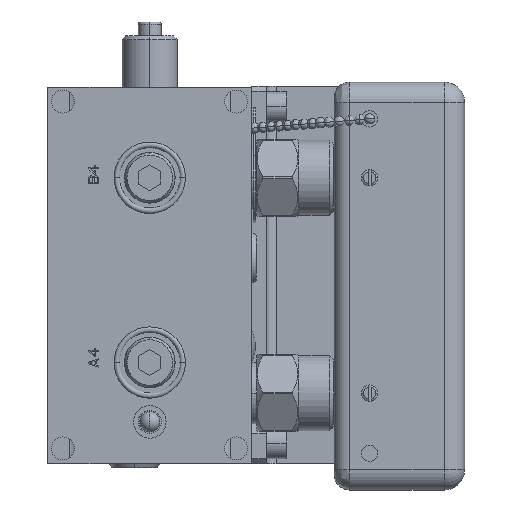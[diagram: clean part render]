
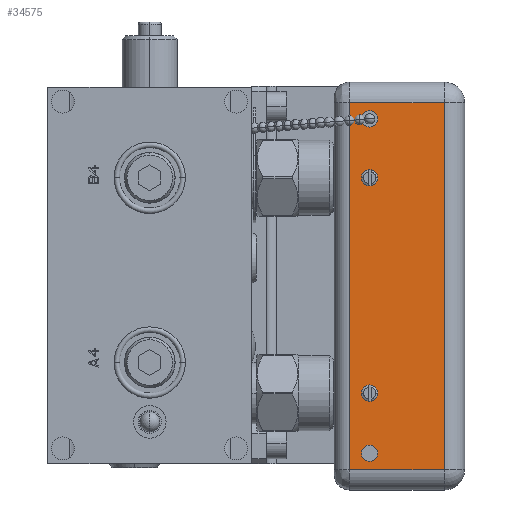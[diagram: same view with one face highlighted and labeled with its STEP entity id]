
A CAD part, front view. The second image highlights one B-rep face of the part: STEP entity #34575.
In plain terms, the highlighted face is planar.
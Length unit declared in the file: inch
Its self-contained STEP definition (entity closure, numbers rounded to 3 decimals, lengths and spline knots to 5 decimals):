
#33777=DIRECTION('',(0.,0.,-1.));
#33778=VECTOR('',#33777,4.5);
#33779=CARTESIAN_POINT('',(0.775,1.413,2.25));
#33780=LINE('',#33779,#33778);
#33781=DIRECTION('',(0.,0.,1.));
#33782=VECTOR('',#33781,4.5);
#33783=CARTESIAN_POINT('',(0.775,0.25,-2.25));
#33784=LINE('',#33783,#33782);
#33785=DIRECTION('',(0.,1.,0.));
#33786=VECTOR('',#33785,1.163);
#33787=CARTESIAN_POINT('',(0.775,0.25,2.25));
#33788=LINE('',#33787,#33786);
#33789=CARTESIAN_POINT('',(0.775,1.165,-1.328));
#33790=DIRECTION('',(1.,0.,0.));
#33791=DIRECTION('',(0.,-1.,0.));
#33792=AXIS2_PLACEMENT_3D('',#33789,#33790,#33791);
#33794=CARTESIAN_POINT('',(0.775,1.165,-1.328));
#33795=DIRECTION('',(1.,0.,0.));
#33796=DIRECTION('',(0.,1.,0.));
#33797=AXIS2_PLACEMENT_3D('',#33794,#33795,#33796);
#33799=CARTESIAN_POINT('',(0.775,1.165,1.312));
#33800=DIRECTION('',(1.,0.,0.));
#33801=DIRECTION('',(0.,-1.,0.));
#33802=AXIS2_PLACEMENT_3D('',#33799,#33800,#33801);
#33804=CARTESIAN_POINT('',(0.775,1.165,1.312));
#33805=DIRECTION('',(1.,0.,0.));
#33806=DIRECTION('',(0.,1.,0.));
#33807=AXIS2_PLACEMENT_3D('',#33804,#33805,#33806);
#33809=CARTESIAN_POINT('',(0.775,1.165,-2.05));
#33810=DIRECTION('',(-1.,0.,0.));
#33811=DIRECTION('',(0.,-1.,0.));
#33812=AXIS2_PLACEMENT_3D('',#33809,#33810,#33811);
#33814=CARTESIAN_POINT('',(0.775,1.165,-2.05));
#33815=DIRECTION('',(-1.,0.,0.));
#33816=DIRECTION('',(0.,1.,0.));
#33817=AXIS2_PLACEMENT_3D('',#33814,#33815,#33816);
#33819=CARTESIAN_POINT('',(0.775,1.165,2.05));
#33820=DIRECTION('',(-1.,0.,0.));
#33821=DIRECTION('',(0.,-1.,0.));
#33822=AXIS2_PLACEMENT_3D('',#33819,#33820,#33821);
#33824=CARTESIAN_POINT('',(0.775,1.165,2.05));
#33825=DIRECTION('',(-1.,0.,0.));
#33826=DIRECTION('',(0.,1.,0.));
#33827=AXIS2_PLACEMENT_3D('',#33824,#33825,#33826);
#33988=DIRECTION('',(0.,1.,0.));
#33989=VECTOR('',#33988,1.163);
#33990=CARTESIAN_POINT('',(0.775,0.25,-2.25));
#33991=LINE('',#33990,#33989);
#34243=CARTESIAN_POINT('',(0.775,0.25,-2.25));
#34245=VERTEX_POINT('',#34243);
#34250=CARTESIAN_POINT('',(0.775,0.25,2.25));
#34251=VERTEX_POINT('',#34250);
#34270=CARTESIAN_POINT('',(0.775,1.413,-2.25));
#34272=VERTEX_POINT('',#34270);
#34296=CARTESIAN_POINT('',(0.775,1.413,2.25));
#34297=VERTEX_POINT('',#34296);
#34298=CARTESIAN_POINT('',(0.775,1.0645,-1.328));
#34299=CARTESIAN_POINT('',(0.775,1.2655,-1.328));
#34300=VERTEX_POINT('',#34298);
#34301=VERTEX_POINT('',#34299);
#34306=CARTESIAN_POINT('',(0.775,1.065,-2.05));
#34307=CARTESIAN_POINT('',(0.775,1.265,-2.05));
#34308=VERTEX_POINT('',#34306);
#34309=VERTEX_POINT('',#34307);
#34314=CARTESIAN_POINT('',(0.775,1.0645,1.312));
#34315=CARTESIAN_POINT('',(0.775,1.2655,1.312));
#34316=VERTEX_POINT('',#34314);
#34317=VERTEX_POINT('',#34315);
#34370=CARTESIAN_POINT('',(0.775,1.065,2.05));
#34371=CARTESIAN_POINT('',(0.775,1.265,2.05));
#34372=VERTEX_POINT('',#34370);
#34373=VERTEX_POINT('',#34371);
#34539=CARTESIAN_POINT('',(0.775,0.,2.25));
#34540=DIRECTION('',(1.,0.,0.));
#34541=DIRECTION('',(0.,0.,-1.));
#34542=AXIS2_PLACEMENT_3D('',#34539,#34540,#34541);
#34543=PLANE('',#34542);
#34545=ORIENTED_EDGE('',*,*,#34544,.T.);
#34547=ORIENTED_EDGE('',*,*,#34546,.F.);
#34548=ORIENTED_EDGE('',*,*,#34402,.T.);
#34549=ORIENTED_EDGE('',*,*,#34429,.T.);
#34550=EDGE_LOOP('',(#34545,#34547,#34548,#34549));
#34551=FACE_OUTER_BOUND('',#34550,.F.);
#34553=ORIENTED_EDGE('',*,*,#34552,.T.);
#34555=ORIENTED_EDGE('',*,*,#34554,.T.);
#34556=EDGE_LOOP('',(#34553,#34555));
#34557=FACE_BOUND('',#34556,.F.);
#34558=ORIENTED_EDGE('',*,*,#34529,.T.);
#34560=ORIENTED_EDGE('',*,*,#34559,.T.);
#34561=EDGE_LOOP('',(#34558,#34560));
#34562=FACE_BOUND('',#34561,.F.);
#34564=ORIENTED_EDGE('',*,*,#34563,.F.);
#34566=ORIENTED_EDGE('',*,*,#34565,.F.);
#34567=EDGE_LOOP('',(#34564,#34566));
#34568=FACE_BOUND('',#34567,.F.);
#34570=ORIENTED_EDGE('',*,*,#34569,.F.);
#34572=ORIENTED_EDGE('',*,*,#34571,.F.);
#34573=EDGE_LOOP('',(#34570,#34572));
#34574=FACE_BOUND('',#34573,.F.);
#33793=CIRCLE('',#33792,0.1005);
#33798=CIRCLE('',#33797,0.1005);
#33803=CIRCLE('',#33802,0.1005);
#33808=CIRCLE('',#33807,0.1005);
#33813=CIRCLE('',#33812,0.1);
#33818=CIRCLE('',#33817,0.1);
#33823=CIRCLE('',#33822,0.1);
#33828=CIRCLE('',#33827,0.1);
#34402=EDGE_CURVE('',#34245,#34251,#33784,.T.);
#34429=EDGE_CURVE('',#34251,#34297,#33788,.T.);
#34529=EDGE_CURVE('',#34316,#34317,#33803,.T.);
#34544=EDGE_CURVE('',#34297,#34272,#33780,.T.);
#34546=EDGE_CURVE('',#34245,#34272,#33991,.T.);
#34552=EDGE_CURVE('',#34300,#34301,#33793,.T.);
#34554=EDGE_CURVE('',#34301,#34300,#33798,.T.);
#34559=EDGE_CURVE('',#34317,#34316,#33808,.T.);
#34563=EDGE_CURVE('',#34308,#34309,#33813,.T.);
#34565=EDGE_CURVE('',#34309,#34308,#33818,.T.);
#34569=EDGE_CURVE('',#34372,#34373,#33823,.T.);
#34571=EDGE_CURVE('',#34373,#34372,#33828,.T.);
#34575=ADVANCED_FACE('',(#34551,#34557,#34562,#34568,#34574),#34543,.T.);
